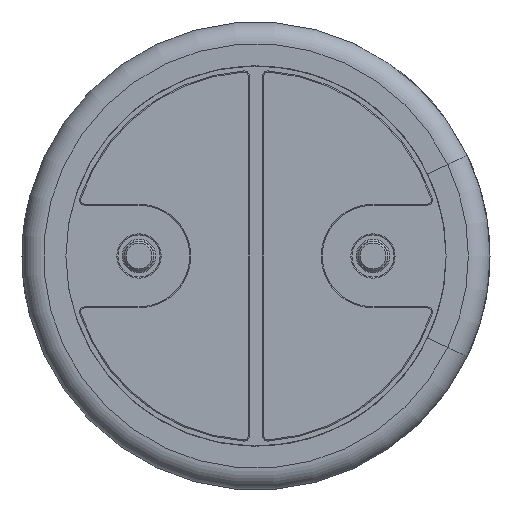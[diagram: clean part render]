
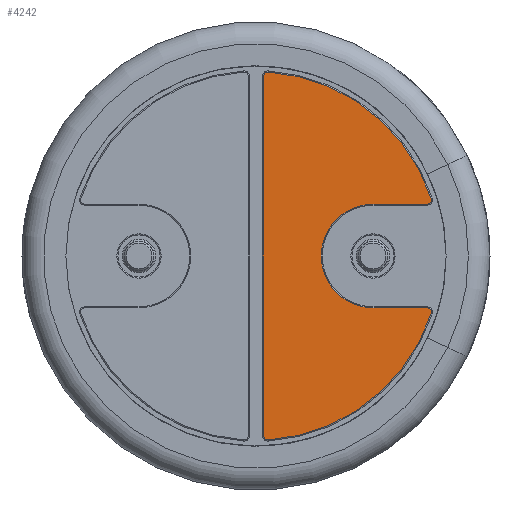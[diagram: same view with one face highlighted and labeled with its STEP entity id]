
A CAD part, front view. The second image highlights one B-rep face of the part: STEP entity #4242.
In plain terms, the highlighted planar face has unit normal (0, -1, 0).
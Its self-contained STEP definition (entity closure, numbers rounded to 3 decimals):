
#20=PLANE('',#4580);
#233=CIRCLE('',#4545,0.077);
#236=CIRCLE('',#4550,0.077);
#239=CIRCLE('',#4554,3.152);
#242=CIRCLE('',#4558,0.077);
#246=CIRCLE('',#4564,0.885);
#250=CIRCLE('',#4570,0.077);
#252=CIRCLE('',#4573,3.152);
#458=FACE_OUTER_BOUND('',#667,.T.);
#667=EDGE_LOOP('',(#3443,#3444,#3445,#3446,#3447,#3448,#3449,#3450,#3451,
#3452));
#875=LINE('',#8071,#1067);
#877=LINE('',#8095,#1069);
#879=LINE('',#8107,#1071);
#1067=VECTOR('',#5266,10.);
#1069=VECTOR('',#5296,10.);
#1071=VECTOR('',#5310,10.);
#1789=VERTEX_POINT('',#8059);
#1792=VERTEX_POINT('',#8064);
#1794=VERTEX_POINT('',#8069);
#1796=VERTEX_POINT('',#8075);
#1798=VERTEX_POINT('',#8081);
#1800=VERTEX_POINT('',#8087);
#1802=VERTEX_POINT('',#8093);
#1804=VERTEX_POINT('',#8099);
#1806=VERTEX_POINT('',#8105);
#1808=VERTEX_POINT('',#8111);
#2352=EDGE_CURVE('',#1792,#1789,#233,.T.);
#2354=EDGE_CURVE('',#1794,#1792,#875,.T.);
#2357=EDGE_CURVE('',#1796,#1794,#236,.T.);
#2360=EDGE_CURVE('',#1798,#1796,#239,.T.);
#2363=EDGE_CURVE('',#1800,#1798,#242,.T.);
#2366=EDGE_CURVE('',#1802,#1800,#877,.T.);
#2369=EDGE_CURVE('',#1804,#1802,#246,.T.);
#2372=EDGE_CURVE('',#1806,#1804,#879,.T.);
#2375=EDGE_CURVE('',#1808,#1806,#250,.T.);
#2377=EDGE_CURVE('',#1789,#1808,#252,.T.);
#3443=ORIENTED_EDGE('',*,*,#2352,.F.);
#3444=ORIENTED_EDGE('',*,*,#2354,.F.);
#3445=ORIENTED_EDGE('',*,*,#2357,.F.);
#3446=ORIENTED_EDGE('',*,*,#2360,.F.);
#3447=ORIENTED_EDGE('',*,*,#2363,.F.);
#3448=ORIENTED_EDGE('',*,*,#2366,.F.);
#3449=ORIENTED_EDGE('',*,*,#2369,.F.);
#3450=ORIENTED_EDGE('',*,*,#2372,.F.);
#3451=ORIENTED_EDGE('',*,*,#2375,.F.);
#3452=ORIENTED_EDGE('',*,*,#2377,.F.);
#4242=ADVANCED_FACE('',(#458),#20,.F.);
#4545=AXIS2_PLACEMENT_3D('',#8066,#5260,#5261);
#4550=AXIS2_PLACEMENT_3D('',#8077,#5272,#5273);
#4554=AXIS2_PLACEMENT_3D('',#8083,#5280,#5281);
#4558=AXIS2_PLACEMENT_3D('',#8089,#5288,#5289);
#4564=AXIS2_PLACEMENT_3D('',#8101,#5302,#5303);
#4570=AXIS2_PLACEMENT_3D('',#8113,#5316,#5317);
#4573=AXIS2_PLACEMENT_3D('',#8116,#5322,#5323);
#4580=AXIS2_PLACEMENT_3D('',#8129,#5342,#5343);
#5260=DIRECTION('center_axis',(0.,1.,0.));
#5261=DIRECTION('ref_axis',(-0.683,0.,0.73));
#5266=DIRECTION('',(0.,0.,1.));
#5272=DIRECTION('center_axis',(0.,1.,0.));
#5273=DIRECTION('ref_axis',(-0.683,0.,-0.73));
#5280=DIRECTION('center_axis',(0.,1.,0.));
#5281=DIRECTION('ref_axis',(0.613,0.,-0.79));
#5288=DIRECTION('center_axis',(0.,1.,0.));
#5289=DIRECTION('ref_axis',(0.81,0.,0.586));
#5296=DIRECTION('',(1.,0.,0.));
#5302=DIRECTION('center_axis',(0.,-1.,0.));
#5303=DIRECTION('ref_axis',(-1.,0.,0.));
#5310=DIRECTION('',(-1.,0.,0.));
#5316=DIRECTION('center_axis',(0.,1.,0.));
#5317=DIRECTION('ref_axis',(0.81,0.,-0.586));
#5322=DIRECTION('center_axis',(0.,1.,0.));
#5323=DIRECTION('ref_axis',(0.613,0.,0.79));
#5342=DIRECTION('center_axis',(0.,1.,0.));
#5343=DIRECTION('ref_axis',(0.,0.,1.));
#8059=CARTESIAN_POINT('',(0.21,-0.05,3.145));
#8064=CARTESIAN_POINT('',(0.128,-0.05,3.068));
#8066=CARTESIAN_POINT('Origin',(0.205,-0.05,3.068));
#8069=CARTESIAN_POINT('',(0.128,-0.05,-3.068));
#8071=CARTESIAN_POINT('',(0.128,-0.05,1.534));
#8075=CARTESIAN_POINT('',(0.21,-0.05,-3.145));
#8077=CARTESIAN_POINT('Origin',(0.205,-0.05,-3.068));
#8081=CARTESIAN_POINT('',(2.994,-0.05,-0.986));
#8083=CARTESIAN_POINT('Origin',(0.,-0.05,0.));
#8087=CARTESIAN_POINT('',(2.921,-0.05,-0.885));
#8089=CARTESIAN_POINT('Origin',(2.921,-0.05,-0.962));
#8093=CARTESIAN_POINT('',(2.,-0.05,-0.885));
#8095=CARTESIAN_POINT('',(2.242,-0.05,-0.885));
#8099=CARTESIAN_POINT('',(2.,-0.05,0.885));
#8101=CARTESIAN_POINT('Origin',(2.,-0.05,0.));
#8105=CARTESIAN_POINT('',(2.921,-0.05,0.885));
#8107=CARTESIAN_POINT('',(1.781,-0.05,0.885));
#8111=CARTESIAN_POINT('',(2.994,-0.05,0.986));
#8113=CARTESIAN_POINT('Origin',(2.921,-0.05,0.962));
#8116=CARTESIAN_POINT('Origin',(0.,-0.05,0.));
#8129=CARTESIAN_POINT('Origin',(1.563,-0.05,0.));
